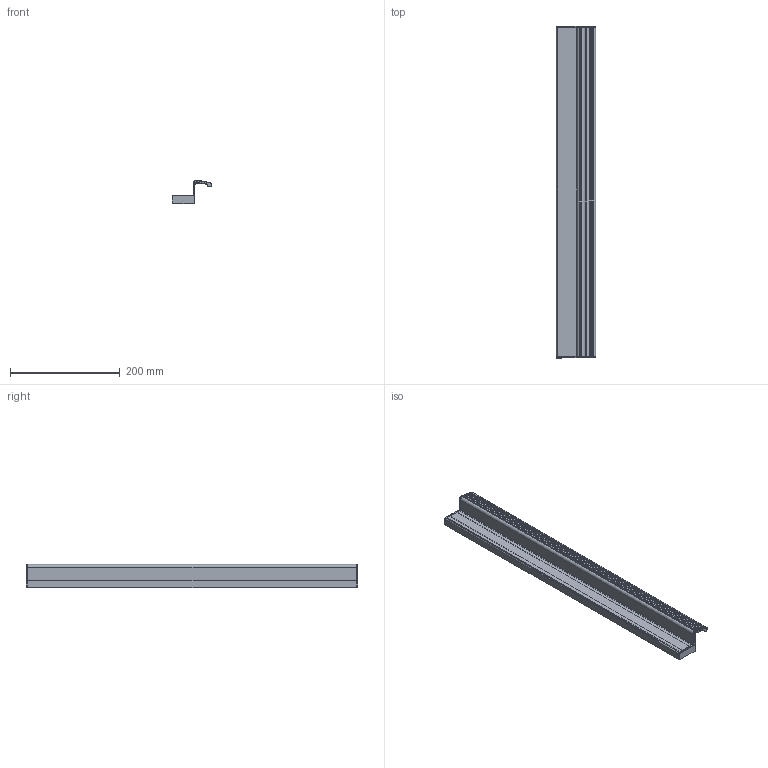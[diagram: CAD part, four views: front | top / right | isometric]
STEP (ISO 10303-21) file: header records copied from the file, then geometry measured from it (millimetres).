
FILE_DESCRIPTION (( 'STEP AP214' ), '1' );
FILE_NAME ('CPREG-P_600.step', '2021-07-29T14:03:26', ( '' ), ( '' ), 'SwSTEP 2.0', 'SolidWorks 2020', '' );
FILE_SCHEMA (( 'AUTOMOTIVE_DESIGN' ));
Length unit declared in the file: millimetre
Products named in the file (3): Group1; PA0086-PLASTIC BAG FOR END CAPS-1; CPREG-P_600
Assembly tree (2 placements, depth 2):
  CPREG-P_600
    Group1
    PA0086-PLASTIC BAG FOR END CAPS-1
Bounding box: 72.2 x 606 x 42.7 mm (x, y, z)
Volume: 287491.4 mm3; surface area: 242401.9 mm2
Topology: 4 solids, 4 shells, 289 faces, 753 edges, 476 vertices
Faces by surface type: cylinder 140, plane 83, torus 50, cone 16
Entity records: 9121 total; most frequent: DIRECTION 1683, CARTESIAN_POINT 1643, ORIENTED_EDGE 1506, EDGE_CURVE 753, AXIS2_PLACEMENT_3D 664, VERTEX_POINT 476, CIRCLE 370, VECTOR 355
